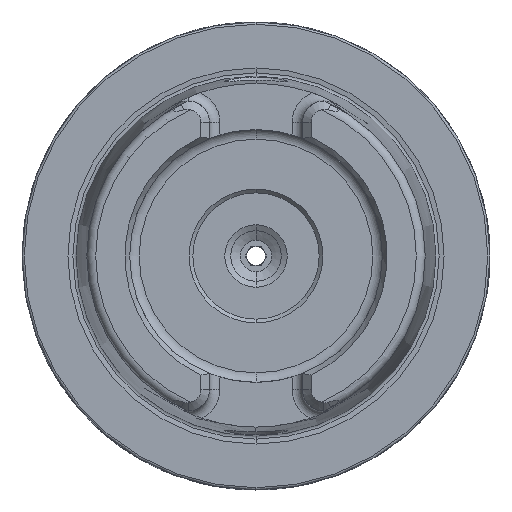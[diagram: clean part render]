
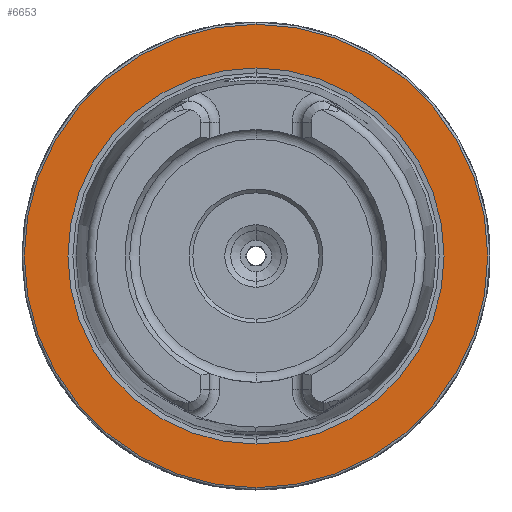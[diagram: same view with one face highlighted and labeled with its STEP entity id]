
A CAD part, left-side view. The second image highlights one B-rep face of the part: STEP entity #6653.
In plain terms, the highlighted planar face has unit normal (-1, 0, 0).
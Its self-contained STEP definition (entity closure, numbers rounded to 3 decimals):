
#879 = VERTEX_POINT ( 'NONE', #4393 ) ;
#972 = VERTEX_POINT ( 'NONE', #4178 ) ;
#1873 = DIRECTION ( 'NONE',  ( 0., 0., 1. ) ) ;
#1905 = CARTESIAN_POINT ( 'NONE',  ( 0., 0., 0. ) ) ;
#1908 = DIRECTION ( 'NONE',  ( -1., 0., 0. ) ) ;
#2263 = CARTESIAN_POINT ( 'NONE',  ( 0., 31.2, 0. ) ) ;
#2266 = PLANE ( 'NONE',  #8391 ) ;
#2268 = DIRECTION ( 'NONE',  ( 1., 0., 0. ) ) ;
#2269 = DIRECTION ( 'NONE',  ( 0., 0., -1. ) ) ;
#2561 = CARTESIAN_POINT ( 'NONE',  ( 0., 0., 31.2 ) ) ;
#2579 = CARTESIAN_POINT ( 'NONE',  ( 0., 0., -31.2 ) ) ;
#2980 = CARTESIAN_POINT ( 'NONE',  ( 0., 0., 0. ) ) ;
#2981 = DIRECTION ( 'NONE',  ( -1., 0., 0. ) ) ;
#2982 = DIRECTION ( 'NONE',  ( 0., 0., 1. ) ) ;
#3131 = EDGE_LOOP ( 'NONE', ( #5591, #8120 ) ) ;
#3223 = EDGE_LOOP ( 'NONE', ( #5151, #4683 ) ) ;
#3396 = FACE_OUTER_BOUND ( 'NONE', #3131, .T. ) ;
#3601 = FACE_BOUND ( 'NONE', #3223, .T. ) ;
#3628 = CIRCLE ( 'NONE', #8468, 31.2 ) ;
#3646 = CIRCLE ( 'NONE', #8431, 25.319 ) ;
#4178 = CARTESIAN_POINT ( 'NONE',  ( 0., 0., 25.319 ) ) ;
#4393 = CARTESIAN_POINT ( 'NONE',  ( 0., 0., -25.319 ) ) ;
#4683 = ORIENTED_EDGE ( 'NONE', *, *, #8021, .F. ) ;
#4832 = EDGE_CURVE ( 'NONE', #972, #879, #8269, .T. ) ;
#4933 = CARTESIAN_POINT ( 'NONE',  ( 0., 0., 0. ) ) ;
#4934 = DIRECTION ( 'NONE',  ( -1., 0., 0. ) ) ;
#4935 = DIRECTION ( 'NONE',  ( 0., 0., 1. ) ) ;
#5151 = ORIENTED_EDGE ( 'NONE', *, *, #4832, .F. ) ;
#5523 = EDGE_CURVE ( 'NONE', #7469, #7487, #8284, .T. ) ;
#5591 = ORIENTED_EDGE ( 'NONE', *, *, #5523, .T. ) ;
#6653 = ADVANCED_FACE ( 'NONE', ( #3601, #3396 ), #2266, .F. ) ;
#6963 = DIRECTION ( 'NONE',  ( -1., 0., 0. ) ) ;
#7143 = CARTESIAN_POINT ( 'NONE',  ( 0., 0., 0. ) ) ;
#7156 = DIRECTION ( 'NONE',  ( 0., 0., 1. ) ) ;
#7469 = VERTEX_POINT ( 'NONE', #2561 ) ;
#7487 = VERTEX_POINT ( 'NONE', #2579 ) ;
#7874 = AXIS2_PLACEMENT_3D ( 'NONE', #7143, #6963, #7156 ) ;
#7984 = AXIS2_PLACEMENT_3D ( 'NONE', #1905, #1908, #1873 ) ;
#8021 = EDGE_CURVE ( 'NONE', #879, #972, #3646, .T. ) ;
#8041 = EDGE_CURVE ( 'NONE', #7487, #7469, #3628, .T. ) ;
#8120 = ORIENTED_EDGE ( 'NONE', *, *, #8041, .T. ) ;
#8269 = CIRCLE ( 'NONE', #7874, 25.319 ) ;
#8284 = CIRCLE ( 'NONE', #7984, 31.2 ) ;
#8391 = AXIS2_PLACEMENT_3D ( 'NONE', #2263, #2268, #2269 ) ;
#8431 = AXIS2_PLACEMENT_3D ( 'NONE', #2980, #2981, #2982 ) ;
#8468 = AXIS2_PLACEMENT_3D ( 'NONE', #4933, #4934, #4935 ) ;
